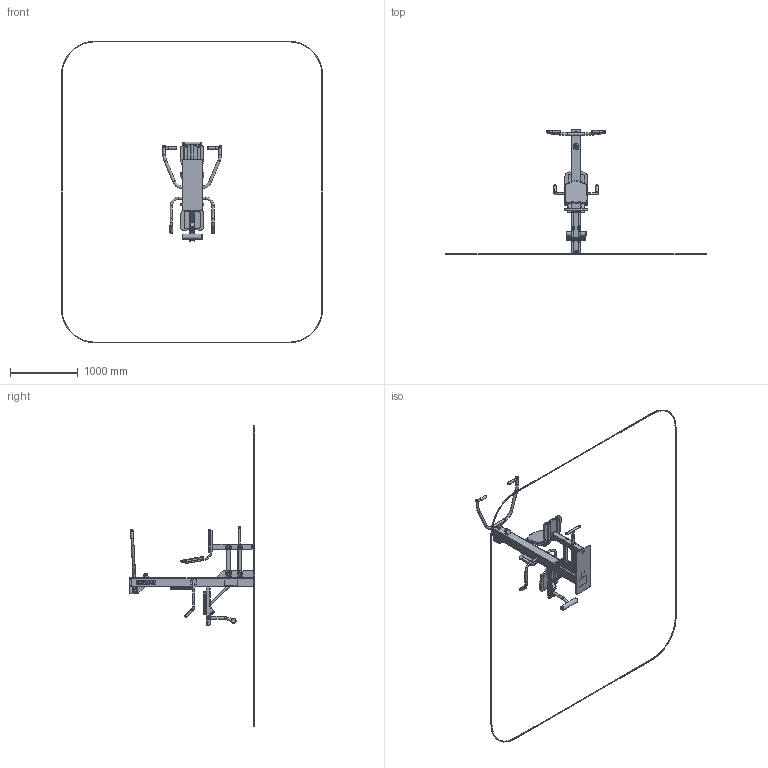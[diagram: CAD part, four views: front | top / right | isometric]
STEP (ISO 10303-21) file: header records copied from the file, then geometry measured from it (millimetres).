
FILE_DESCRIPTION(('STEP AP214'), '1');
FILE_NAME('óëè÷íûé òðåíàæåð_Âåðõíÿÿ òÿãà', '', ('UNSPECIFIED'), ('UNSPECIFIED'), 'C3D Converter', 'C3D Toolkit', '');
FILE_SCHEMA(('AUTOMOTIVE_DESIGN { 1 0 10303 214 3 1 1}'));
Length unit declared in the file: millimetre
Products named in the file (85): УТ-10.1Н.00.00.00; УТ-10.1Н.00.02.00; УТ-10.1Н.00.02.04; УТ-10.1Н.00.02.03; УТ-10.1Н.00.02.02; УТ-10.1Н.00.02.07; УТ-10.1.14.01.01.08; УТ-10.1.14.01.01.09; УТ-10.1Н.01.00.00; УТ-10.1Н.01.01.00; УТ-10.1Н.01.01.04; УТ-10.1Н.01.01.02; УТ-10.1Н.01.01.05; УТ-10.1Н.00.00.04; УТ-10.1Н.03.00.00; УТ-10.1Н.03.01.00; УТ-10.1Н.03.01.03; УТ-11.03.01.04; УТ-10.1Н.03.01.02; УТ-10.1Н.00.03.00; УТ-10.1Н.00.03.01; УТ-10.1Н.00.03.02; УТ-10.1Н.00.03.03; УТ-10.1Н.02.00.00; УТ-10.1Н.02.01.00; УТ-10.1Н.02.01.03; УТ-10.1Н.02.01.01; УТ-10.1Н.02.01.02; УТ-07.1.14.02.01.03; УТ-18Н.1.14.05.00.00; УТ-18Н.1.14.05.01.00; УТ-18Н.1.14.05.01.04; УТ-10.1.14.01.01.04; УТ-18Н.1.14.05.00.00-01; УТ-18Н.1.14.05.01.00-01; ФК-03.03; УТ-02.1.14.00.00.01; УТ-10.1.14.00.01.00; УТ-10.1.14.00.01.02; УТ-10.1.14.00.01.01 ...
Assembly tree (134 placements, depth 4):
  УТ-10.1Н.00.00.00
    УТ-10.1Н.00.02.00
      УТ-10.1Н.00.02.04
      (unnamed)
      УТ-10.1Н.00.02.03  x2
      УТ-10.1Н.00.02.02  x2
      (unnamed)
      УТ-10.1Н.00.02.07
      (unnamed)  x2
      (unnamed)
      УТ-10.1.14.01.01.08
      (unnamed)
        (unnamed)
        (unnamed)
        УТ-10.1.14.01.01.09  x2
        (unnamed)
        (unnamed)
      (unnamed)  x2
    (unnamed)
      (unnamed)
      (unnamed)  x2
      (unnamed)
    (unnamed)
      (unnamed)
      (unnamed)  x2
    УТ-10.1Н.01.00.00
      УТ-10.1Н.01.01.00
        (unnamed)
        УТ-10.1Н.01.01.04
        (unnamed)
        УТ-10.1Н.01.01.02
        УТ-10.1Н.01.01.05
      (unnamed)  x2
      (unnamed)
    УТ-10.1Н.00.00.04  x2
    УТ-10.1Н.03.00.00
      УТ-10.1Н.03.01.00
        УТ-10.1Н.03.01.03
        (unnamed)
        УТ-11.03.01.04  x2
        УТ-10.1Н.03.01.02
        (unnamed)
        (unnamed)
        (unnamed)
        (unnamed)
      (unnamed)  x2
      (unnamed)  x2
    УТ-10.1Н.00.03.00
      УТ-10.1Н.00.03.01
      УТ-10.1Н.00.03.02  x2
      УТ-10.1Н.00.03.03
    УТ-10.1Н.02.00.00
      УТ-10.1Н.02.01.00
        УТ-10.1Н.02.01.03
        УТ-10.1Н.02.01.01
        УТ-10.1Н.02.01.02  x2
      УТ-07.1.14.02.01.03  x4
      (unnamed)  x2
    (unnamed)
    УТ-18Н.1.14.05.00.00
Bounding box: 3866 x 1854 x 4466.98 mm (x, y, z)
Volume: 30109048.7 mm3; surface area: 8174864.7 mm2
Topology: 105 solids, 105 shells, 1783 faces, 4190 edges, 2670 vertices
Faces by surface type: plane 989, cylinder 552, torus 178, cone 64
Full cylindrical faces by diameter (mm): 2 x2, 4.917 x4, 5 x2, 6.5 x2, 6.647 x1, 8 x3, 12 x2, 14 x2, 20.5 x1, 26 x10, 28 x3, 28.4 x3, 30 x3, 32 x7, 34 x18, 34.4 x1, 34.5 x4, 36 x2, 37.129 x1, 38.376 x4, 39.4 x2, 40 x12, 40.5 x1, 42 x2, 47 x10, 47.5 x2, 49 x4, 49.2 x3, 55 x10, 57 x4
Entity records: 46172 total; most frequent: CARTESIAN_POINT 6897, DIRECTION 5474, ORIENTED_EDGE 4920, EDGE_CURVE 2460, AXIS2_PLACEMENT_3D 1881, LINE 1712, VECTOR 1712, VERTEX_POINT 1682
